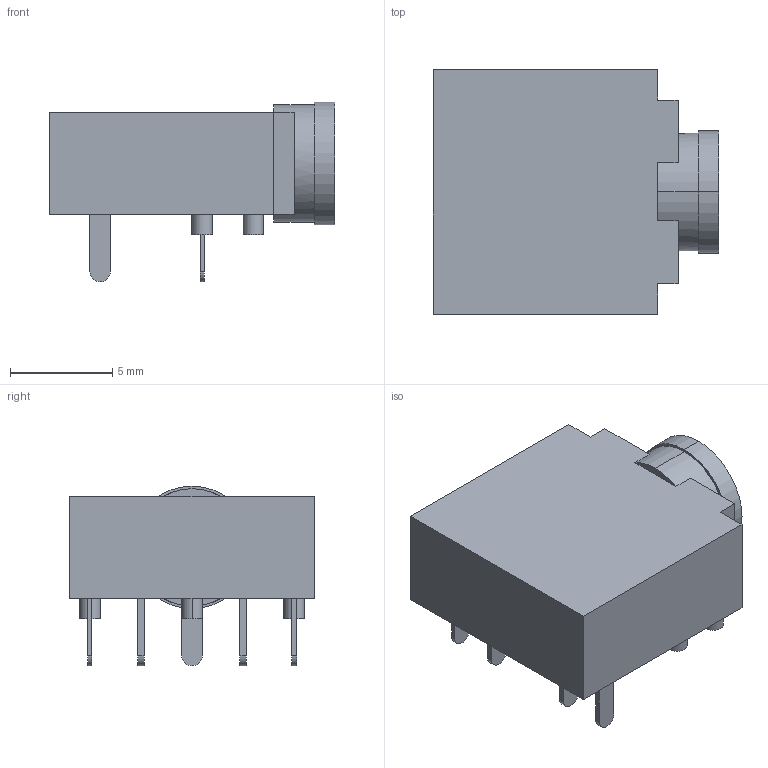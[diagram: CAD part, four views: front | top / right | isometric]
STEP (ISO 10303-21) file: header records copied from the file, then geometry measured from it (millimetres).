
FILE_DESCRIPTION (( 'STEP AP214' ), '1' );
FILE_NAME ('CUI_DEVICES_SJ1-3525N.step', '2020-10-25T16:46:49', ( '' ), ( '' ), 'SwSTEP 2.0', 'SolidWorks 2020', '' );
FILE_SCHEMA (( 'AUTOMOTIVE_DESIGN' ));
Length unit declared in the file: inch
Products named in the file (1): CUI_DEVICES_SJ1-3525N
Bounding box: 14 x 12 x 8.8 mm (x, y, z)
Volume: 748.2 mm3; surface area: 708.8 mm2
Topology: 3 solids, 3 shells, 76 faces, 177 edges, 118 vertices
Faces by surface type: plane 52, cylinder 24
Entity records: 3067 total; most frequent: DIRECTION 383, CARTESIAN_POINT 372, ORIENTED_EDGE 354, EDGE_CURVE 177, AXIS2_PLACEMENT_3D 129, VECTOR 125, LINE 125, VERTEX_POINT 118
